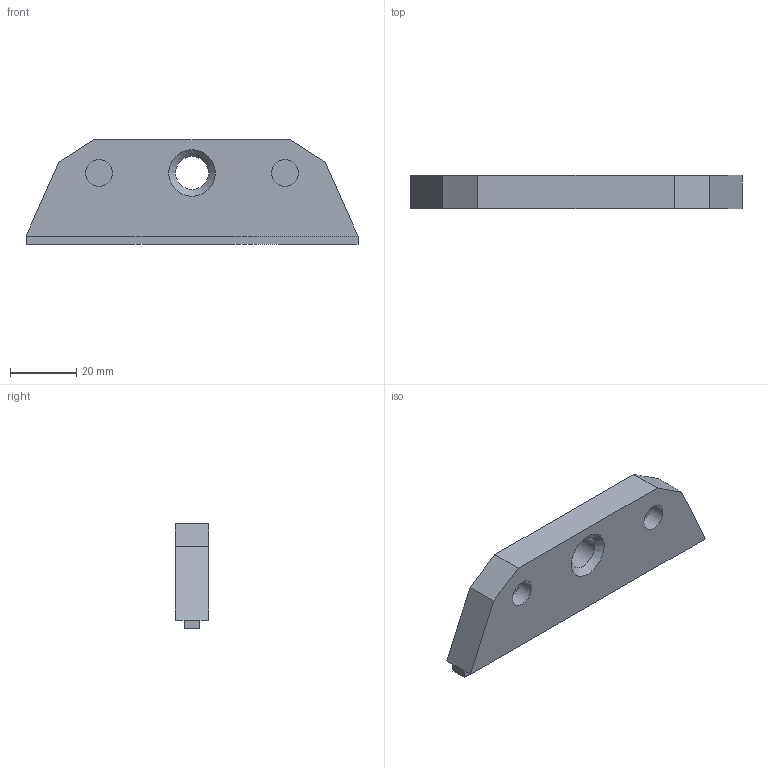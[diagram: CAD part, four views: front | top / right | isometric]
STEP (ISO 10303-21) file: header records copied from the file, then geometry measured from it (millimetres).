
FILE_DESCRIPTION(('FreeCAD Model'),'2;1');
FILE_NAME('x-carriage-bottom-mount.step','2020-03-29T17:01:51',('Author'),(''), 'Open CASCADE STEP processor 7.3','FreeCAD','Unknown');
FILE_SCHEMA(('AUTOMOTIVE_DESIGN { 1 0 10303 214 1 1 1 1 }'));
Length unit declared in the file: millimetre
Products named in the file (1): x-carriage-bottom-mount
Bounding box: 100 x 10 x 31.45 mm (x, y, z)
Volume: 23841.5 mm3; surface area: 8889.5 mm2
Topology: 1 solids, 1 shells, 53 faces, 124 edges, 81 vertices
Faces by surface type: plane 43, cylinder 9, cone 1
Full cylindrical faces by diameter (mm): 3.2 x6, 8.1 x2, 10 x1
Entity records: 3124 total; most frequent: CARTESIAN_POINT 583, DIRECTION 453, LINE 295, VECTOR 295, ORIENTED_EDGE 248, PCURVE 248, DEFINITIONAL_REPRESENTATION 248, EDGE_CURVE 124
